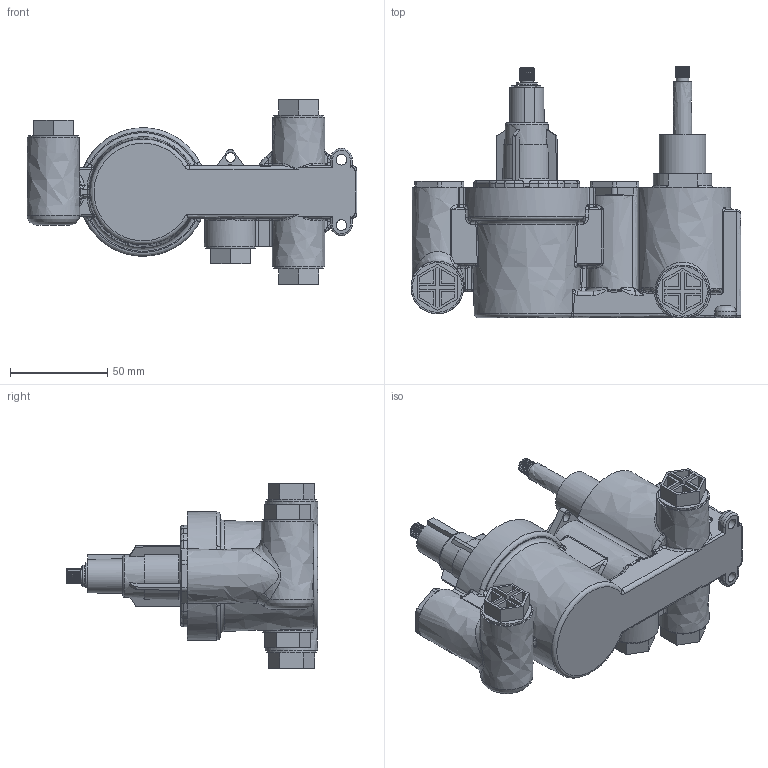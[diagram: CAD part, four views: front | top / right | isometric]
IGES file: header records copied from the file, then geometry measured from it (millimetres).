
Global section: file name: V111-IS; native system: Autodesk Inventor 2020; preprocessor: unknown; author: rclarke; date: 20210921.085053; units: millimetre
Bounding box: 169.5 x 129.2 x 94.8 mm (x, y, z)
Volume: 335971.4 mm3; surface area: 182745.3 mm2
Topology: 29 solids, 34 shells, 1718 faces, 4489 edges, 2891 vertices
Faces by surface type: bspline 1718
